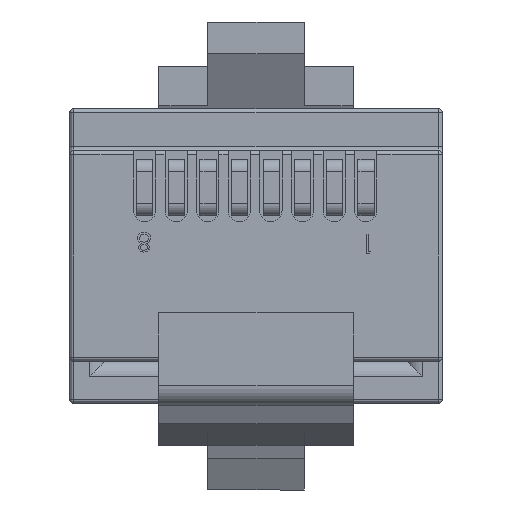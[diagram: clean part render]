
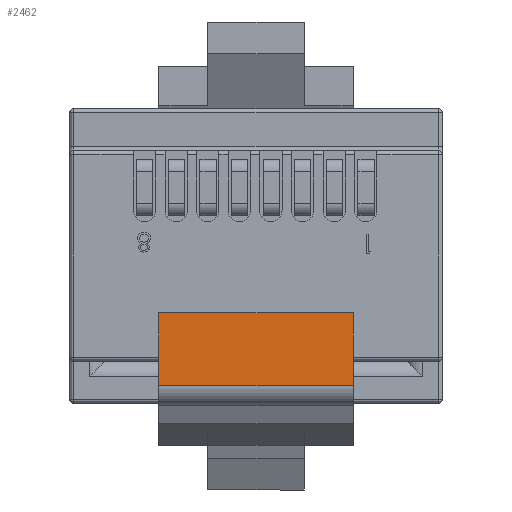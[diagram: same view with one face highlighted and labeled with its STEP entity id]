
A CAD part, front view. The second image highlights one B-rep face of the part: STEP entity #2462.
In plain terms, the highlighted face is planar.
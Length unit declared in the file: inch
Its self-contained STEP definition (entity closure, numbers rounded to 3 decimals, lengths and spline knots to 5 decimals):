
#999 = LINE ( 'NONE', #1103, #1102 ) ;
#1036 = CARTESIAN_POINT ( 'NONE',  ( 0.12, 0.07, 0.873 ) ) ;
#1073 = CARTESIAN_POINT ( 'NONE',  ( 0.12, 0.16, 0.873 ) ) ;
#1101 = DIRECTION ( 'NONE',  ( 0., -1., 0. ) ) ;
#1102 = VECTOR ( 'NONE', #1101, 39.37008 ) ;
#1103 = CARTESIAN_POINT ( 'NONE',  ( 0.12, 0.185, 0.873 ) ) ;
#2462 = ADVANCED_FACE ( 'NONE', ( #4981 ), #4980, .F. ) ;
#2463 = EDGE_LOOP ( 'NONE', ( #2464, #2465, #2517, #2520 ) ) ;
#2464 = ORIENTED_EDGE ( 'NONE', *, *, #4423, .F. ) ;
#2465 = ORIENTED_EDGE ( 'NONE', *, *, #2516, .T. ) ;
#2466 = VERTEX_POINT ( 'NONE', #4975 ) ;
#2516 = EDGE_CURVE ( 'NONE', #4470, #2466, #5158, .T. ) ;
#2517 = ORIENTED_EDGE ( 'NONE', *, *, #2518, .T. ) ;
#2518 = EDGE_CURVE ( 'NONE', #2466, #2519, #5208, .T. ) ;
#2519 = VERTEX_POINT ( 'NONE', #5204 ) ;
#2520 = ORIENTED_EDGE ( 'NONE', *, *, #2521, .F. ) ;
#2521 = EDGE_CURVE ( 'NONE', #4424, #2519, #5134, .T. ) ;
#4423 = EDGE_CURVE ( 'NONE', #4470, #4424, #999, .T. ) ;
#4424 = VERTEX_POINT ( 'NONE', #1036 ) ;
#4470 = VERTEX_POINT ( 'NONE', #1073 ) ;
#4975 = CARTESIAN_POINT ( 'NONE',  ( -0.12, 0.16, 0.873 ) ) ;
#4976 = DIRECTION ( 'NONE',  ( -1., 0., 0. ) ) ;
#4977 = DIRECTION ( 'NONE',  ( 0., 0., -1. ) ) ;
#4978 = CARTESIAN_POINT ( 'NONE',  ( 0.12, 0.185, 0.873 ) ) ;
#4979 = AXIS2_PLACEMENT_3D ( 'NONE', #4978, #4977, #4976 ) ;
#4980 = PLANE ( 'NONE',  #4979 ) ;
#4981 = FACE_OUTER_BOUND ( 'NONE', #2463, .T. ) ;
#5131 = DIRECTION ( 'NONE',  ( -1., 0., 0. ) ) ;
#5132 = VECTOR ( 'NONE', #5131, 39.37008 ) ;
#5133 = CARTESIAN_POINT ( 'NONE',  ( 0.12, 0.07, 0.873 ) ) ;
#5134 = LINE ( 'NONE', #5133, #5132 ) ;
#5155 = DIRECTION ( 'NONE',  ( -1., 0., 0. ) ) ;
#5156 = VECTOR ( 'NONE', #5155, 39.37008 ) ;
#5157 = CARTESIAN_POINT ( 'NONE',  ( -0.12, 0.16, 0.873 ) ) ;
#5158 = LINE ( 'NONE', #5157, #5156 ) ;
#5204 = CARTESIAN_POINT ( 'NONE',  ( -0.12, 0.07, 0.873 ) ) ;
#5205 = DIRECTION ( 'NONE',  ( 0., -1., 0. ) ) ;
#5206 = VECTOR ( 'NONE', #5205, 39.37008 ) ;
#5207 = CARTESIAN_POINT ( 'NONE',  ( -0.12, 0.185, 0.873 ) ) ;
#5208 = LINE ( 'NONE', #5207, #5206 ) ;
